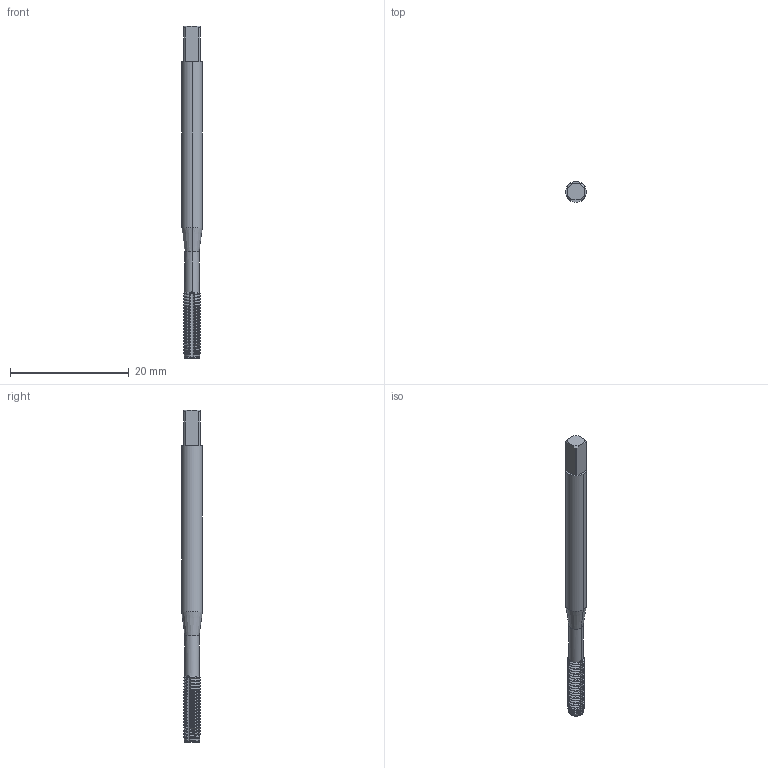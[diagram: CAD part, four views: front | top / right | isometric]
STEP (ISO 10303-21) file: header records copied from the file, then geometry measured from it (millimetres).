
FILE_DESCRIPTION(('no description'),'unknown implementation level');
FILE_NAME('solidz21uVTmPnI10h9A_D2S2vs5A2rY_1.STP',' ',('CIM GmbH Aachen'),('CADClick - KiM GmbH - www.kimweb.de'),'unknown preprocess','ACIS','unknown authorization');
FILE_SCHEMA(('automotive_design'));
Length unit declared in the file: millimetre
Products named in the file (2): 1; 2
Bounding box: 3.5 x 3.5 x 56 mm (x, y, z)
Volume: 430.9 mm3; surface area: 774.2 mm2
Topology: 2 solids, 2 shells, 481 faces, 1332 edges, 855 vertices
Faces by surface type: cone 254, cylinder 204, plane 17, torus 6
Entity records: 32182 total; most frequent: CARTESIAN_POINT 5243, STYLED_ITEM 2670, PRESENTATION_STYLE_ASSIGNMENT 2670, COLOUR_RGB 2670, ORIENTED_EDGE 2664, DIRECTION 2519, EDGE_CURVE 1332, CURVE_STYLE 1332
